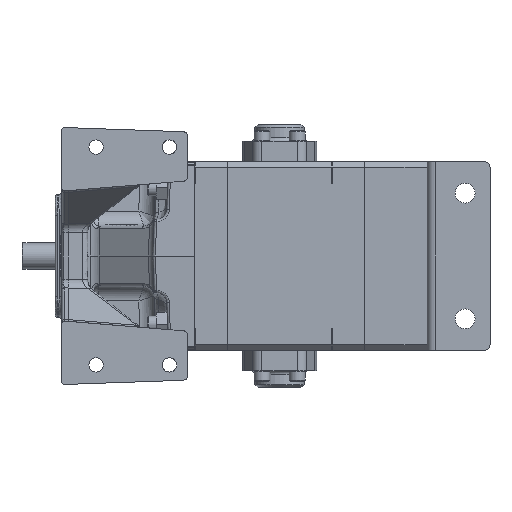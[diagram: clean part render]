
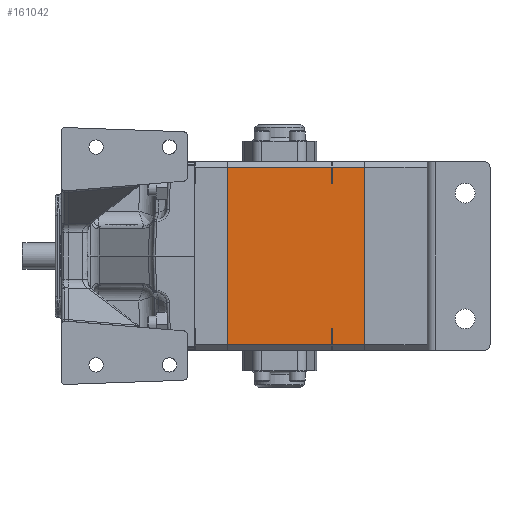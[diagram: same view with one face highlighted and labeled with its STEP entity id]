
A CAD part, front view. The second image highlights one B-rep face of the part: STEP entity #161042.
In plain terms, the highlighted planar face has unit normal (0, -1, 0).
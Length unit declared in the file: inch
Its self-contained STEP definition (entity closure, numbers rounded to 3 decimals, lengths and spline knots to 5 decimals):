
#2507 = VECTOR ( 'NONE', #75616, 39.37008 ) ;
#2618 = EDGE_CURVE ( 'NONE', #13324, #205514, #43900, .T. ) ;
#6198 = ORIENTED_EDGE ( 'NONE', *, *, #24419, .T. ) ;
#8589 = VECTOR ( 'NONE', #142913, 39.37008 ) ;
#11575 = DIRECTION ( 'NONE',  ( -1., 0., 0. ) ) ;
#12102 = VERTEX_POINT ( 'NONE', #172706 ) ;
#13180 = ORIENTED_EDGE ( 'NONE', *, *, #157843, .F. ) ;
#13324 = VERTEX_POINT ( 'NONE', #40761 ) ;
#13804 = DIRECTION ( 'NONE',  ( 0., 0., -1. ) ) ;
#15411 = EDGE_CURVE ( 'NONE', #145565, #99652, #65558, .T. ) ;
#15898 = CARTESIAN_POINT ( 'NONE',  ( 1.5525, -6., 4.54 ) ) ;
#23710 = LINE ( 'NONE', #199257, #111704 ) ;
#24419 = EDGE_CURVE ( 'NONE', #99652, #134153, #46794, .T. ) ;
#25871 = CARTESIAN_POINT ( 'NONE',  ( 1.5655, -6., 4.25 ) ) ;
#27719 = VERTEX_POINT ( 'NONE', #95686 ) ;
#27820 = ORIENTED_EDGE ( 'NONE', *, *, #198958, .T. ) ;
#31158 = CARTESIAN_POINT ( 'NONE',  ( 1.5505, -6., 4.25 ) ) ;
#32597 = LINE ( 'NONE', #209525, #76554 ) ;
#36345 = CARTESIAN_POINT ( 'NONE',  ( 1.5655, -6., 3.47948 ) ) ;
#39108 = DIRECTION ( 'NONE',  ( 1., 0., 0. ) ) ;
#39311 = ORIENTED_EDGE ( 'NONE', *, *, #15411, .T. ) ;
#40761 = CARTESIAN_POINT ( 'NONE',  ( 1.5655, -6., -3.47948 ) ) ;
#43844 = CARTESIAN_POINT ( 'NONE',  ( 6.5355, -6., 4.54 ) ) ;
#43900 = LINE ( 'NONE', #145494, #131930 ) ;
#44796 = DIRECTION ( 'NONE',  ( 0., 0., 1. ) ) ;
#46398 = DIRECTION ( 'NONE',  ( -1., 0., 0. ) ) ;
#46794 = LINE ( 'NONE', #172151, #70011 ) ;
#48168 = ORIENTED_EDGE ( 'NONE', *, *, #93552, .T. ) ;
#50799 = EDGE_LOOP ( 'NONE', ( #59379, #181547, #57364, #39311, #6198, #102267, #27820, #181835, #164825, #137676, #64892, #13180, #48168, #131712, #92840, #57168 ) ) ;
#51162 = CARTESIAN_POINT ( 'NONE',  ( 6.5655, -6., 4.25 ) ) ;
#51623 = CARTESIAN_POINT ( 'NONE',  ( 1.5655, -6., 4.54 ) ) ;
#53632 = EDGE_CURVE ( 'NONE', #56248, #12102, #70172, .T. ) ;
#54769 = CARTESIAN_POINT ( 'NONE',  ( 6.5355, -6., 4.25 ) ) ;
#56248 = VERTEX_POINT ( 'NONE', #79245 ) ;
#57168 = ORIENTED_EDGE ( 'NONE', *, *, #78982, .T. ) ;
#57364 = ORIENTED_EDGE ( 'NONE', *, *, #101979, .T. ) ;
#59379 = ORIENTED_EDGE ( 'NONE', *, *, #162131, .T. ) ;
#59746 = VECTOR ( 'NONE', #97482, 39.37008 ) ;
#64892 = ORIENTED_EDGE ( 'NONE', *, *, #2618, .F. ) ;
#65391 = VERTEX_POINT ( 'NONE', #145697 ) ;
#65558 = LINE ( 'NONE', #129454, #109541 ) ;
#68494 = DIRECTION ( 'NONE',  ( 0., 1., 0. ) ) ;
#70011 = VECTOR ( 'NONE', #89782, 39.37008 ) ;
#70172 = LINE ( 'NONE', #183849, #152991 ) ;
#73616 = CARTESIAN_POINT ( 'NONE',  ( 1.5525, -6., 3.47948 ) ) ;
#75616 = DIRECTION ( 'NONE',  ( 1., 0., 0. ) ) ;
#76554 = VECTOR ( 'NONE', #44796, 39.37008 ) ;
#78982 = EDGE_CURVE ( 'NONE', #150819, #27719, #119365, .T. ) ;
#79245 = CARTESIAN_POINT ( 'NONE',  ( 8.101, -6., -4.25 ) ) ;
#84407 = PLANE ( 'NONE',  #174654 ) ;
#89782 = DIRECTION ( 'NONE',  ( -1., 0., 0. ) ) ;
#90325 = LINE ( 'NONE', #174582, #2507 ) ;
#91215 = VERTEX_POINT ( 'NONE', #73616 ) ;
#91769 = DIRECTION ( 'NONE',  ( 1., 0., 0. ) ) ;
#92840 = ORIENTED_EDGE ( 'NONE', *, *, #136630, .T. ) ;
#93552 = EDGE_CURVE ( 'NONE', #124059, #183243, #90325, .T. ) ;
#94165 = EDGE_CURVE ( 'NONE', #184558, #99177, #211604, .T. ) ;
#95686 = CARTESIAN_POINT ( 'NONE',  ( 6.5655, -6., -4.25 ) ) ;
#97482 = DIRECTION ( 'NONE',  ( 0., 0., 1. ) ) ;
#99177 = VERTEX_POINT ( 'NONE', #25871 ) ;
#99652 = VERTEX_POINT ( 'NONE', #197733 ) ;
#100235 = DIRECTION ( 'NONE',  ( 1., 0., 0. ) ) ;
#101979 = EDGE_CURVE ( 'NONE', #12102, #145565, #195285, .T. ) ;
#102267 = ORIENTED_EDGE ( 'NONE', *, *, #117106, .F. ) ;
#105413 = VECTOR ( 'NONE', #146865, 39.37008 ) ;
#109541 = VECTOR ( 'NONE', #13804, 39.37008 ) ;
#111704 = VECTOR ( 'NONE', #100235, 39.37008 ) ;
#115486 = VECTOR ( 'NONE', #39108, 39.37008 ) ;
#117106 = EDGE_CURVE ( 'NONE', #121269, #134153, #161409, .T. ) ;
#119365 = LINE ( 'NONE', #198688, #202081 ) ;
#121269 = VERTEX_POINT ( 'NONE', #54769 ) ;
#124059 = VERTEX_POINT ( 'NONE', #158800 ) ;
#128381 = DIRECTION ( 'NONE',  ( 0., 0., -1. ) ) ;
#129454 = CARTESIAN_POINT ( 'NONE',  ( 6.5655, -6., 4.54 ) ) ;
#131712 = ORIENTED_EDGE ( 'NONE', *, *, #180679, .F. ) ;
#131930 = VECTOR ( 'NONE', #46398, 39.37008 ) ;
#132821 = FACE_OUTER_BOUND ( 'NONE', #50799, .T. ) ;
#134129 = EDGE_CURVE ( 'NONE', #91215, #184558, #159410, .T. ) ;
#134153 = VERTEX_POINT ( 'NONE', #204580 ) ;
#134548 = LINE ( 'NONE', #207357, #173225 ) ;
#136630 = EDGE_CURVE ( 'NONE', #65391, #150819, #134548, .T. ) ;
#137676 = ORIENTED_EDGE ( 'NONE', *, *, #194366, .F. ) ;
#142913 = DIRECTION ( 'NONE',  ( 0., 0., -1. ) ) ;
#145494 = CARTESIAN_POINT ( 'NONE',  ( 1.5655, -6., -3.47948 ) ) ;
#145565 = VERTEX_POINT ( 'NONE', #51162 ) ;
#145697 = CARTESIAN_POINT ( 'NONE',  ( 6.5355, -6., -3.47948 ) ) ;
#146865 = DIRECTION ( 'NONE',  ( -1., 0., 0. ) ) ;
#150819 = VERTEX_POINT ( 'NONE', #199150 ) ;
#151440 = VECTOR ( 'NONE', #11575, 39.37008 ) ;
#151454 = DIRECTION ( 'NONE',  ( 0., 0., 1. ) ) ;
#152991 = VECTOR ( 'NONE', #151454, 39.37008 ) ;
#153748 = CARTESIAN_POINT ( 'NONE',  ( 1.5525, -6., -3.47948 ) ) ;
#154788 = CARTESIAN_POINT ( 'NONE',  ( 1.5655, -6., 3.47948 ) ) ;
#157843 = EDGE_CURVE ( 'NONE', #124059, #13324, #32597, .T. ) ;
#158800 = CARTESIAN_POINT ( 'NONE',  ( 1.5655, -6., -4.25 ) ) ;
#159410 = LINE ( 'NONE', #154788, #115486 ) ;
#161042 = ADVANCED_FACE ( 'NONE', ( #132821 ), #84407, .F. ) ;
#161409 = LINE ( 'NONE', #210636, #200151 ) ;
#162131 = EDGE_CURVE ( 'NONE', #27719, #56248, #23710, .T. ) ;
#164825 = ORIENTED_EDGE ( 'NONE', *, *, #134129, .F. ) ;
#167522 = CARTESIAN_POINT ( 'NONE',  ( 8.2905, -6., 4.54 ) ) ;
#169781 = CARTESIAN_POINT ( 'NONE',  ( 6.5355, -6., -4.25 ) ) ;
#172151 = CARTESIAN_POINT ( 'NONE',  ( 6.5655, -6., 3.47948 ) ) ;
#172706 = CARTESIAN_POINT ( 'NONE',  ( 8.101, -6., 4.25 ) ) ;
#173225 = VECTOR ( 'NONE', #91769, 39.37008 ) ;
#174582 = CARTESIAN_POINT ( 'NONE',  ( 6.5505, -6., -4.25 ) ) ;
#174654 = AXIS2_PLACEMENT_3D ( 'NONE', #167522, #68494, #184067 ) ;
#179275 = LINE ( 'NONE', #43844, #8589 ) ;
#180679 = EDGE_CURVE ( 'NONE', #65391, #183243, #179275, .T. ) ;
#181547 = ORIENTED_EDGE ( 'NONE', *, *, #53632, .T. ) ;
#181835 = ORIENTED_EDGE ( 'NONE', *, *, #94165, .F. ) ;
#182008 = DIRECTION ( 'NONE',  ( 0., 0., -1. ) ) ;
#183243 = VERTEX_POINT ( 'NONE', #169781 ) ;
#183849 = CARTESIAN_POINT ( 'NONE',  ( 8.101, -6., 4.54 ) ) ;
#184067 = DIRECTION ( 'NONE',  ( 0., 0., 1. ) ) ;
#184558 = VERTEX_POINT ( 'NONE', #36345 ) ;
#191621 = LINE ( 'NONE', #15898, #59746 ) ;
#192844 = CARTESIAN_POINT ( 'NONE',  ( 8.2905, -6., 4.25 ) ) ;
#193319 = LINE ( 'NONE', #31158, #105413 ) ;
#194366 = EDGE_CURVE ( 'NONE', #205514, #91215, #191621, .T. ) ;
#195285 = LINE ( 'NONE', #192844, #151440 ) ;
#197733 = CARTESIAN_POINT ( 'NONE',  ( 6.5655, -6., 3.47948 ) ) ;
#198688 = CARTESIAN_POINT ( 'NONE',  ( 6.5655, -6., 4.54 ) ) ;
#198958 = EDGE_CURVE ( 'NONE', #121269, #99177, #193319, .T. ) ;
#199150 = CARTESIAN_POINT ( 'NONE',  ( 6.5655, -6., -3.47948 ) ) ;
#199257 = CARTESIAN_POINT ( 'NONE',  ( 8.2905, -6., -4.25 ) ) ;
#199793 = DIRECTION ( 'NONE',  ( 0., 0., 1. ) ) ;
#200151 = VECTOR ( 'NONE', #128381, 39.37008 ) ;
#202081 = VECTOR ( 'NONE', #182008, 39.37008 ) ;
#204580 = CARTESIAN_POINT ( 'NONE',  ( 6.5355, -6., 3.47948 ) ) ;
#205514 = VERTEX_POINT ( 'NONE', #153748 ) ;
#206440 = VECTOR ( 'NONE', #199793, 39.37008 ) ;
#207357 = CARTESIAN_POINT ( 'NONE',  ( 6.5655, -6., -3.47948 ) ) ;
#209525 = CARTESIAN_POINT ( 'NONE',  ( 1.5655, -6., 4.54 ) ) ;
#210636 = CARTESIAN_POINT ( 'NONE',  ( 6.5355, -6., 4.54 ) ) ;
#211604 = LINE ( 'NONE', #51623, #206440 ) ;
